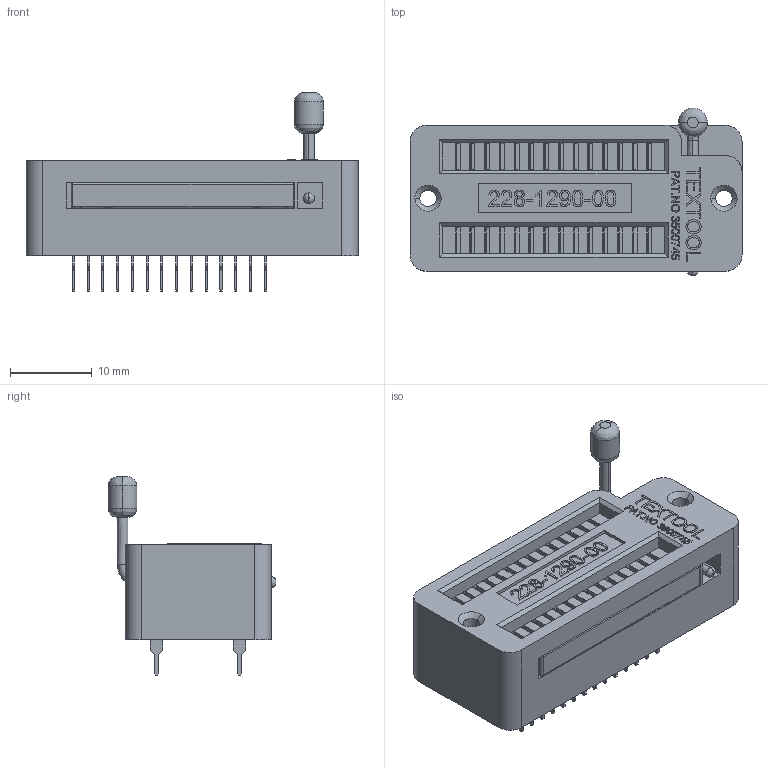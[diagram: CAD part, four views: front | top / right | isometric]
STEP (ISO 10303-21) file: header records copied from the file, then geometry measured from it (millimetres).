
FILE_DESCRIPTION(/* description */ (''),/* implementation_level */ '2;1');
FILE_NAME(/* name */ 'textool',/* time_stamp */ '2014-11-04T19:17:08+01:00',/* author */ (''),/* organization */ (''),/* preprocessor_version */ 'ST-DEVELOPER v14',/* originating_system */ '',/* authorisation */ '');
FILE_SCHEMA (('CONFIG_CONTROL_DESIGN'));
Length unit declared in the file: millimetre
Products named in the file (1): Document
Bounding box: 40.5 x 20.46 x 24.21 mm (x, y, z)
Volume: 7631 mm3; surface area: 5745.5 mm2
Topology: 91 solids, 91 shells, 1141 faces, 2640 edges, 1714 vertices
Faces by surface type: plane 900, bspline 241
Entity records: 33374 total; most frequent: CARTESIAN_POINT 14674, ORIENTED_EDGE 5280, EDGE_CURVE 2640, B_SPLINE_CURVE_WITH_KNOTS 2410, VERTEX_POINT 1714, EDGE_LOOP 1208, ADVANCED_FACE 1141, FACE_OUTER_BOUND 1141
